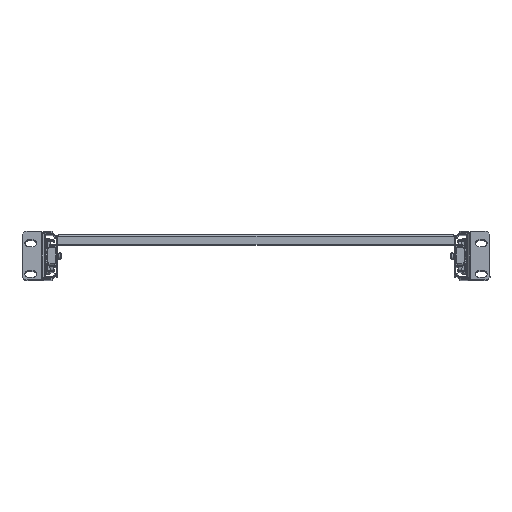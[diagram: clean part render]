
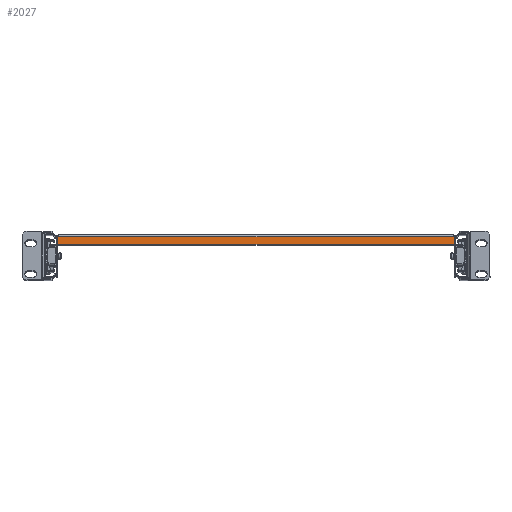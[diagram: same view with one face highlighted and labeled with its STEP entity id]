
A CAD part, top view. The second image highlights one B-rep face of the part: STEP entity #2027.
In plain terms, the highlighted face is planar.
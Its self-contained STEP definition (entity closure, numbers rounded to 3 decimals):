
#110 = CARTESIAN_POINT ( 'NONE',  ( 600., 410.199, -2.4 ) ) ;
#1839 = CARTESIAN_POINT ( 'NONE',  ( 600., 411.6, -2.4 ) ) ;
#2027 = ADVANCED_FACE ( 'NONE', ( #31769 ), #20134, .F. ) ;
#2119 = VERTEX_POINT ( 'NONE', #36682 ) ;
#2330 = EDGE_LOOP ( 'NONE', ( #19666, #35388, #23251, #12739 ) ) ;
#4452 = EDGE_CURVE ( 'NONE', #28097, #5236, #21369, .T. ) ;
#5236 = VERTEX_POINT ( 'NONE', #110 ) ;
#5533 = DIRECTION ( 'NONE',  ( 0., 1., 0. ) ) ;
#9736 = LINE ( 'NONE', #13676, #21656 ) ;
#12715 = CARTESIAN_POINT ( 'NONE',  ( 600., 0., 0. ) ) ;
#12739 = ORIENTED_EDGE ( 'NONE', *, *, #29657, .T. ) ;
#13676 = CARTESIAN_POINT ( 'NONE',  ( 600., 410.199, -1.4 ) ) ;
#14065 = AXIS2_PLACEMENT_3D ( 'NONE', #12715, #31271, #27562 ) ;
#15181 = VECTOR ( 'NONE', #5533, 1000. ) ;
#17989 = CARTESIAN_POINT ( 'NONE',  ( 600., 1.401, 0. ) ) ;
#19666 = ORIENTED_EDGE ( 'NONE', *, *, #25588, .F. ) ;
#20134 = PLANE ( 'NONE',  #14065 ) ;
#21369 = LINE ( 'NONE', #1839, #15181 ) ;
#21656 = VECTOR ( 'NONE', #28514, 1000. ) ;
#21752 = CARTESIAN_POINT ( 'NONE',  ( 600., 1.401, -2.4 ) ) ;
#23251 = ORIENTED_EDGE ( 'NONE', *, *, #43880, .T. ) ;
#25588 = EDGE_CURVE ( 'NONE', #5236, #43886, #9736, .T. ) ;
#25664 = CARTESIAN_POINT ( 'NONE',  ( 600., 410.199, -10. ) ) ;
#27562 = DIRECTION ( 'NONE',  ( 0., 0., 1. ) ) ;
#28097 = VERTEX_POINT ( 'NONE', #21752 ) ;
#28514 = DIRECTION ( 'NONE',  ( 0., 0., -1. ) ) ;
#29657 = EDGE_CURVE ( 'NONE', #2119, #43886, #29674, .T. ) ;
#29674 = LINE ( 'NONE', #44206, #41735 ) ;
#31271 = DIRECTION ( 'NONE',  ( -1., 0., 0. ) ) ;
#31769 = FACE_OUTER_BOUND ( 'NONE', #2330, .T. ) ;
#33067 = DIRECTION ( 'NONE',  ( 0., 0., -1. ) ) ;
#33616 = DIRECTION ( 'NONE',  ( 0., 1., 0. ) ) ;
#35388 = ORIENTED_EDGE ( 'NONE', *, *, #4452, .F. ) ;
#36682 = CARTESIAN_POINT ( 'NONE',  ( 600., 1.401, -10. ) ) ;
#41735 = VECTOR ( 'NONE', #33616, 1000. ) ;
#43557 = VECTOR ( 'NONE', #33067, 1000. ) ;
#43880 = EDGE_CURVE ( 'NONE', #28097, #2119, #43888, .T. ) ;
#43886 = VERTEX_POINT ( 'NONE', #25664 ) ;
#43888 = LINE ( 'NONE', #17989, #43557 ) ;
#44206 = CARTESIAN_POINT ( 'NONE',  ( 600., 0., -10. ) ) ;
